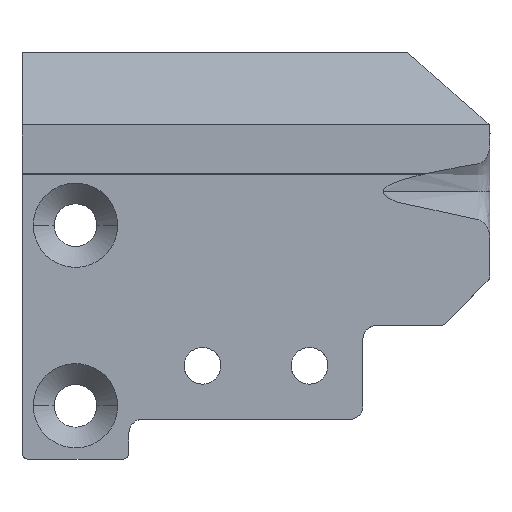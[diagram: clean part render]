
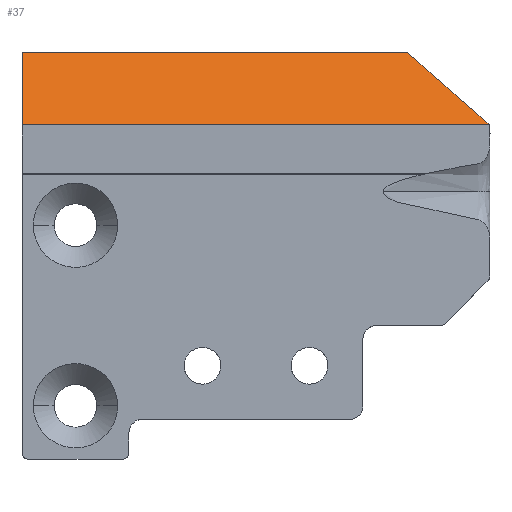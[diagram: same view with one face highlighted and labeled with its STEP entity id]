
A CAD part, top view. The second image highlights one B-rep face of the part: STEP entity #37.
In plain terms, the highlighted planar face has unit normal (0, 0.707, 0.707).
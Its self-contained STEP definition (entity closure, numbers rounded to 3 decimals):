
#37=ADVANCED_FACE('',(#74),#642,.T.);
#74=FACE_OUTER_BOUND('',#111,.T.);
#111=EDGE_LOOP('',(#201,#202,#203,#204));
#201=ORIENTED_EDGE('',*,*,#379,.F.);
#202=ORIENTED_EDGE('',*,*,#345,.F.);
#203=ORIENTED_EDGE('',*,*,#380,.T.);
#204=ORIENTED_EDGE('',*,*,#344,.F.);
#344=EDGE_CURVE('',#546,#548,#528,.T.);
#345=EDGE_CURVE('',#549,#547,#529,.T.);
#379=EDGE_CURVE('',#547,#546,#532,.T.);
#380=EDGE_CURVE('',#549,#548,#533,.T.);
#528=B_SPLINE_CURVE_WITH_KNOTS('',3,(#1191,#1192,#1193,#1194),
 .UNSPECIFIED.,.F.,.F.,(4,4),(0.,9.839),.UNSPECIFIED.);
#529=B_SPLINE_CURVE_WITH_KNOTS('',1,(#1195,#1196),.UNSPECIFIED.,.F.,.F.,
(2,2),(89.011,96.648),.UNSPECIFIED.);
#532=B_SPLINE_CURVE_WITH_KNOTS('',1,(#1292,#1293),.UNSPECIFIED.,.F.,.F.,
(2,2),(43.,71.796),.UNSPECIFIED.);
#533=B_SPLINE_CURVE_WITH_KNOTS('',1,(#1294,#1295),.UNSPECIFIED.,.F.,.F.,
(2,2),(43.,78.),.UNSPECIFIED.);
#546=VERTEX_POINT('',#1125);
#547=VERTEX_POINT('',#1126);
#548=VERTEX_POINT('',#1127);
#549=VERTEX_POINT('',#1128);
#642=PLANE('',#670);
#670=AXIS2_PLACEMENT_3D('',#782,#681,$);
#681=DIRECTION('',(0.,0.707,0.707));
#782=CARTESIAN_POINT('',(-60.5,17.412,2.8));
#1125=CARTESIAN_POINT('',(11.296,17.412,2.8));
#1126=CARTESIAN_POINT('',(-17.5,17.412,2.8));
#1127=CARTESIAN_POINT('',(17.5,12.012,8.2));
#1128=CARTESIAN_POINT('',(-17.5,12.012,8.2));
#1191=CARTESIAN_POINT('',(11.296,17.412,2.8));
#1192=CARTESIAN_POINT('',(13.364,15.612,4.6));
#1193=CARTESIAN_POINT('',(15.432,13.812,6.4));
#1194=CARTESIAN_POINT('',(17.5,12.012,8.2));
#1195=CARTESIAN_POINT('',(-17.5,12.012,8.2));
#1196=CARTESIAN_POINT('',(-17.5,17.412,2.8));
#1292=CARTESIAN_POINT('',(-17.5,17.412,2.8));
#1293=CARTESIAN_POINT('',(11.296,17.412,2.8));
#1294=CARTESIAN_POINT('',(-17.5,12.012,8.2));
#1295=CARTESIAN_POINT('',(17.5,12.012,8.2));
